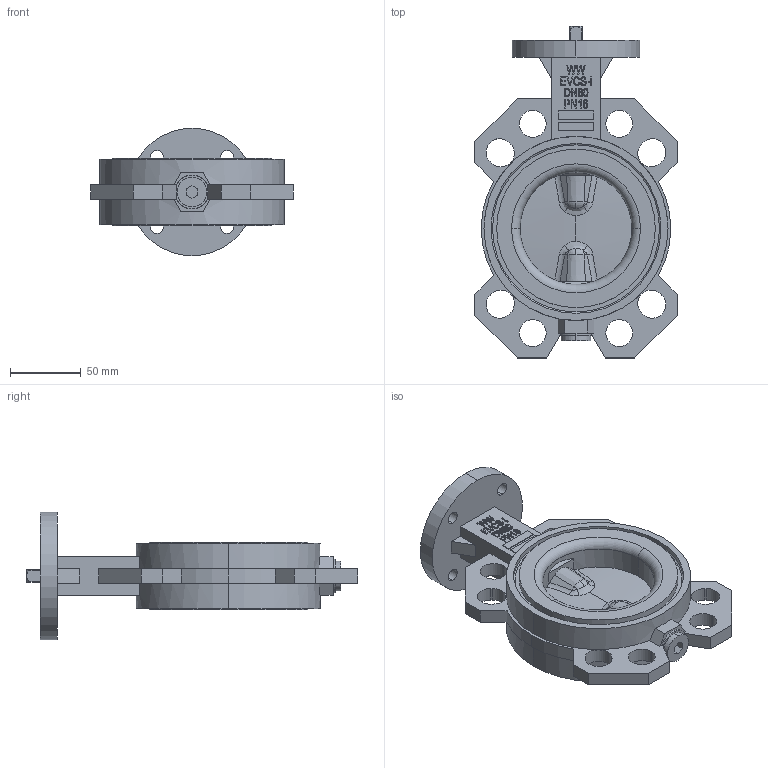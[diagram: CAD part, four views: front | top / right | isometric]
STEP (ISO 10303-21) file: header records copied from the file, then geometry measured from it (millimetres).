
FILE_DESCRIPTION (( 'STEP AP214' ), '1' );
FILE_NAME ('EVCS-i DN80 PN16 F07-L9.STEP', '2024-04-24T10:29:51', ( '' ), ( '' ), 'SwSTEP 2.0', 'SolidWorks 2015', '' );
FILE_SCHEMA (( 'AUTOMOTIVE_DESIGN' ));
Length unit declared in the file: millimetre
Products named in the file (1): EVCS-i DN80 PN16 F07-L9
Bounding box: 143 x 234.5 x 90 mm (x, y, z)
Volume: 605629.2 mm3; surface area: 103460.5 mm2
Topology: 1 solids, 1 shells, 447 faces, 1185 edges, 777 vertices
Faces by surface type: plane 237, bspline 97, cylinder 76, torus 24, cone 9, sphere 4
Entity records: 23414 total; most frequent: CARTESIAN_POINT 8599, ORIENTED_EDGE 2370, DIRECTION 1870, EDGE_CURVE 1185, VERTEX_POINT 777, VECTOR 708, LINE 708, AXIS2_PLACEMENT_3D 581
